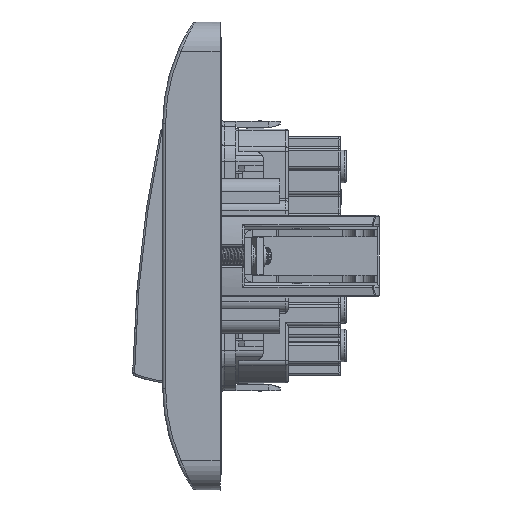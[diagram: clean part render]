
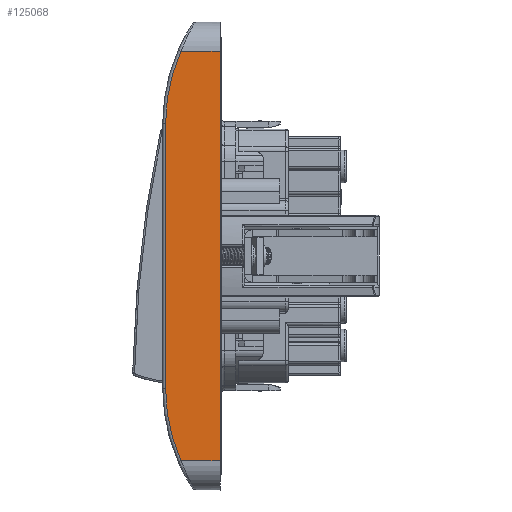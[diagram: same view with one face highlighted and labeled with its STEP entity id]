
A CAD part, left-side view. The second image highlights one B-rep face of the part: STEP entity #125068.
In plain terms, the highlighted planar face has unit normal (-1, 0, 0).
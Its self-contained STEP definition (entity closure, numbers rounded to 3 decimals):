
#116991=DIRECTION('',(0.,0.,-1.));
#116992=VECTOR('',#116991,45.33);
#116993=CARTESIAN_POINT('',(-40.,8.,22.665));
#116994=LINE('',#116993,#116992);
#116999=CARTESIAN_POINT('',(-40.,-22.5,22.665));
#117000=DIRECTION('',(1.,0.,0.));
#117001=DIRECTION('',(0.,1.,0.));
#117002=AXIS2_PLACEMENT_3D('',#116999,#117000,#117001);
#117004=CARTESIAN_POINT('',(-40.,-22.5,-22.665));
#117005=DIRECTION('',(1.,0.,0.));
#117006=DIRECTION('',(0.,0.915,-0.404));
#117007=AXIS2_PLACEMENT_3D('',#117004,#117005,#117006);
#117116=DIRECTION('',(0.,-1.,
0.));
#117117=VECTOR('',#117116,6.694);
#117118=CARTESIAN_POINT('',(-40.,5.394,
-35.));
#117119=LINE('',#117118,#117117);
#117218=DIRECTION('',(0.,0.,1.));
#117219=VECTOR('',#117218,70.);
#117220=CARTESIAN_POINT('',(-40.,-1.3,-35.));
#117221=LINE('',#117220,#117219);
#117279=DIRECTION('',(0.,1.,0.));
#117280=VECTOR('',#117279,6.694);
#117281=CARTESIAN_POINT('',(-40.,-1.3,35.));
#117282=LINE('',#117281,#117280);
#123519=CARTESIAN_POINT('',(-40.,8.,22.665));
#123520=CARTESIAN_POINT('',(-40.,8.,-22.665));
#123521=VERTEX_POINT('',#123519);
#123522=VERTEX_POINT('',#123520);
#123523=CARTESIAN_POINT('',(-40.,5.394,35.));
#123524=VERTEX_POINT('',#123523);
#123525=CARTESIAN_POINT('',(-40.,-1.3,35.));
#123526=VERTEX_POINT('',#123525);
#123527=CARTESIAN_POINT('',(-40.,-1.3,-35.));
#123528=VERTEX_POINT('',#123527);
#123529=CARTESIAN_POINT('',(-40.,5.394,
-35.));
#123530=VERTEX_POINT('',#123529);
#125050=CARTESIAN_POINT('',(-40.,3.5,0.));
#125051=DIRECTION('',(1.,0.,0.));
#125052=DIRECTION('',(0.,0.,-1.));
#125053=AXIS2_PLACEMENT_3D('',#125050,#125051,#125052);
#125054=PLANE('',#125053);
#125055=ORIENTED_EDGE('',*,*,#125040,.F.);
#125057=ORIENTED_EDGE('',*,*,#125056,.T.);
#125059=ORIENTED_EDGE('',*,*,#125058,.F.);
#125061=ORIENTED_EDGE('',*,*,#125060,.F.);
#125063=ORIENTED_EDGE('',*,*,#125062,.F.);
#125065=ORIENTED_EDGE('',*,*,#125064,.T.);
#125066=EDGE_LOOP('',(#125055,#125057,#125059,#125061,#125063,#125065));
#125067=FACE_OUTER_BOUND('',#125066,.F.);
#117003=CIRCLE('',#117002,30.5);
#117008=CIRCLE('',#117007,30.5);
#125040=EDGE_CURVE('',#123521,#123522,#116994,.T.);
#125056=EDGE_CURVE('',#123521,#123524,#117003,.T.);
#125058=EDGE_CURVE('',#123526,#123524,#117282,.T.);
#125060=EDGE_CURVE('',#123528,#123526,#117221,.T.);
#125062=EDGE_CURVE('',#123530,#123528,#117119,.T.);
#125064=EDGE_CURVE('',#123530,#123522,#117008,.T.);
#125068=ADVANCED_FACE('',(#125067),#125054,.F.);
